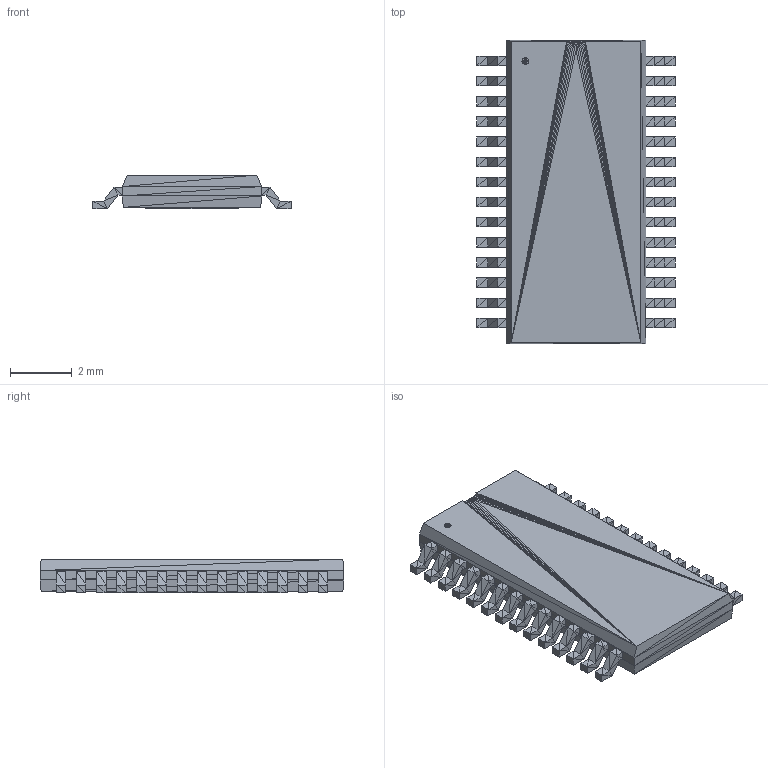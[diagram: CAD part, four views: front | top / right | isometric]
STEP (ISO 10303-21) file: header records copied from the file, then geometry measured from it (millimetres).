
FILE_DESCRIPTION(('STEP AP214'),'1');
FILE_NAME('MXA28A-L','2018-03-01T22:49:32',(''),(''),'','','');
FILE_SCHEMA(('AUTOMOTIVE_DESIGN'));
Length unit declared in the file: millimetre
Products named in the file (1): product
Bounding box: 6.4 x 9.8 x 1.09 mm (x, y, z)
Surface area: 189.3 mm2 (no closed solid volume)
Topology: 0 solids, 1025 shells, 1025 faces, 3075 edges, 3075 vertices
Faces by surface type: plane 1025
Entity records: 33884 total; most frequent: CARTESIAN_POINT 7176, DIRECTION 5127, ORIENTED_EDGE 3075, EDGE_CURVE 3075, VERTEX_POINT 3075, LINE 3075, VECTOR 3075, AXIS2_PLACEMENT_3D 1026
